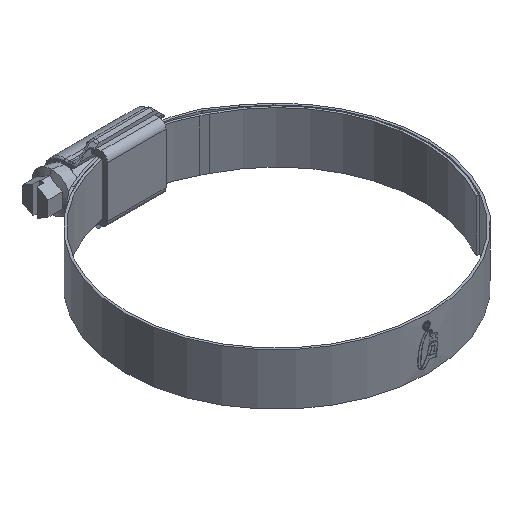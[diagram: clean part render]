
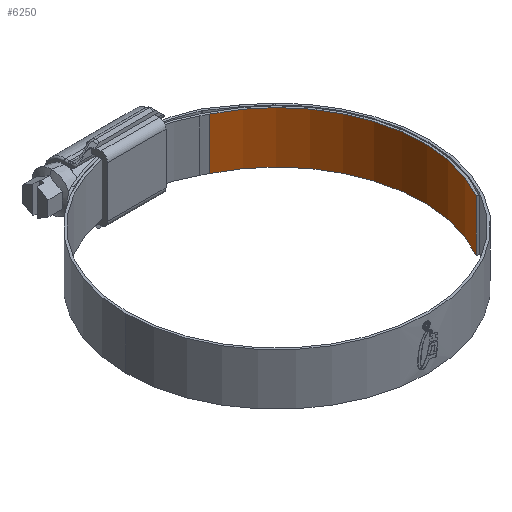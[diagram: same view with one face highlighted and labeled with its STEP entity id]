
A CAD part, isometric view. The second image highlights one B-rep face of the part: STEP entity #6250.
In plain terms, the highlighted cylindrical face has radius 45 mm (diameter 90 mm), a partial arc.
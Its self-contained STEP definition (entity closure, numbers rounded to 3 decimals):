
#209 = LINE ( 'NONE', #8908, #1450 ) ;
#352 = EDGE_CURVE ( 'NONE', #10040, #2968, #4960, .T. ) ;
#725 = CARTESIAN_POINT ( 'NONE',  ( 0., 0., 7.95 ) ) ;
#1241 = VERTEX_POINT ( 'NONE', #1793 ) ;
#1396 = EDGE_CURVE ( 'NONE', #2968, #1241, #2080, .T. ) ;
#1450 = VECTOR ( 'NONE', #9474, 1000. ) ;
#1467 = CYLINDRICAL_SURFACE ( 'NONE', #2091, 45. ) ;
#1528 = ORIENTED_EDGE ( 'NONE', *, *, #9893, .F. ) ;
#1793 = CARTESIAN_POINT ( 'NONE',  ( 19.687, 40.465, -7.95 ) ) ;
#2080 = LINE ( 'NONE', #2184, #3656 ) ;
#2091 = AXIS2_PLACEMENT_3D ( 'NONE', #6041, #7697, #2969 ) ;
#2184 = CARTESIAN_POINT ( 'NONE',  ( 19.687, 40.465, 7.95 ) ) ;
#2736 = CARTESIAN_POINT ( 'NONE',  ( 38.971, -22.5, 7.95 ) ) ;
#2968 = VERTEX_POINT ( 'NONE', #2985 ) ;
#2969 = DIRECTION ( 'NONE',  ( -1., 0., 0. ) ) ;
#2985 = CARTESIAN_POINT ( 'NONE',  ( 19.687, 40.465, 7.95 ) ) ;
#3197 = CARTESIAN_POINT ( 'NONE',  ( 38.971, -22.5, -7.95 ) ) ;
#3588 = EDGE_CURVE ( 'NONE', #10040, #9361, #209, .T. ) ;
#3656 = VECTOR ( 'NONE', #6759, 1000. ) ;
#4249 = AXIS2_PLACEMENT_3D ( 'NONE', #10076, #7657, #6820 ) ;
#4556 = FACE_OUTER_BOUND ( 'NONE', #9024, .T. ) ;
#4960 = CIRCLE ( 'NONE', #6598, 45. ) ;
#6041 = CARTESIAN_POINT ( 'NONE',  ( 0., 0., 7.95 ) ) ;
#6250 = ADVANCED_FACE ( 'NONE', ( #4556 ), #1467, .F. ) ;
#6598 = AXIS2_PLACEMENT_3D ( 'NONE', #725, #8589, #6997 ) ;
#6759 = DIRECTION ( 'NONE',  ( 0., 0., -1. ) ) ;
#6820 = DIRECTION ( 'NONE',  ( 1., 0., 0. ) ) ;
#6997 = DIRECTION ( 'NONE',  ( 1., 0., 0. ) ) ;
#7657 = DIRECTION ( 'NONE',  ( 0., 0., 1. ) ) ;
#7697 = DIRECTION ( 'NONE',  ( 0., 0., -1. ) ) ;
#8542 = ORIENTED_EDGE ( 'NONE', *, *, #3588, .F. ) ;
#8589 = DIRECTION ( 'NONE',  ( 0., 0., 1. ) ) ;
#8791 = ORIENTED_EDGE ( 'NONE', *, *, #1396, .T. ) ;
#8908 = CARTESIAN_POINT ( 'NONE',  ( 38.971, -22.5, 7.95 ) ) ;
#9010 = CIRCLE ( 'NONE', #4249, 45. ) ;
#9024 = EDGE_LOOP ( 'NONE', ( #1528, #8542, #9488, #8791 ) ) ;
#9361 = VERTEX_POINT ( 'NONE', #3197 ) ;
#9474 = DIRECTION ( 'NONE',  ( 0., 0., -1. ) ) ;
#9488 = ORIENTED_EDGE ( 'NONE', *, *, #352, .T. ) ;
#9893 = EDGE_CURVE ( 'NONE', #9361, #1241, #9010, .T. ) ;
#10040 = VERTEX_POINT ( 'NONE', #2736 ) ;
#10076 = CARTESIAN_POINT ( 'NONE',  ( 0., 0., -7.95 ) ) ;
